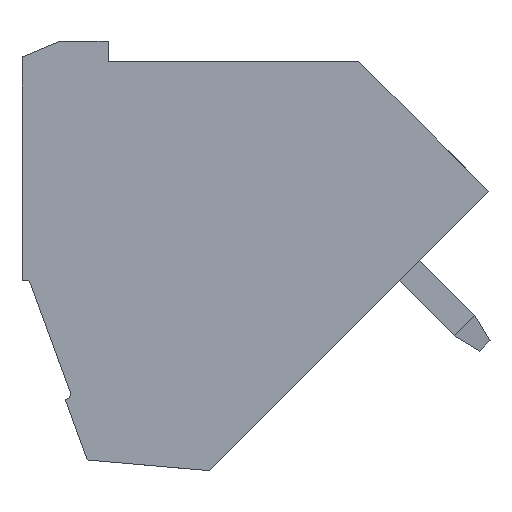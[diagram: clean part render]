
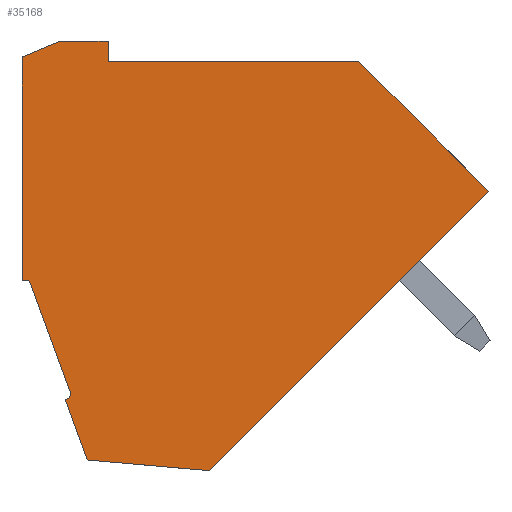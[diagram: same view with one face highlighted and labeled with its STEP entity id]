
A CAD part, left-side view. The second image highlights one B-rep face of the part: STEP entity #35168.
In plain terms, the highlighted planar face has unit normal (-1, 0, 0).
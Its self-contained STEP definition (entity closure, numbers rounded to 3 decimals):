
#2199=DIRECTION('',(0.,0.,-1.));
#2200=VECTOR('',#2199,7.773);
#2201=CARTESIAN_POINT('',(-35.,11.725,0.155));
#2202=LINE('',#2201,#2200);
#13615=DIRECTION('',(0.,1.,0.));
#13616=VECTOR('',#13615,1.7);
#13617=CARTESIAN_POINT('',(-35.,8.725,0.7));
#13618=LINE('',#13617,#13616);
#13655=DIRECTION('',(0.,0.,1.));
#13656=VECTOR('',#13655,0.7);
#13657=CARTESIAN_POINT('',(-35.,8.725,0.));
#13658=LINE('',#13657,#13656);
#13663=DIRECTION('',(0.,1.,0.));
#13664=VECTOR('',#13663,8.725);
#13665=CARTESIAN_POINT('',(-35.,0.,0.));
#13666=LINE('',#13665,#13664);
#13671=DIRECTION('',(0.,-0.707,-0.707));
#13672=VECTOR('',#13671,6.4);
#13673=CARTESIAN_POINT('',(-35.,0.,0.));
#13674=LINE('',#13673,#13672);
#13675=DIRECTION('',(0.,0.707,-0.707));
#13676=VECTOR('',#13675,13.753);
#13677=CARTESIAN_POINT('',(-35.,-4.525,-4.525));
#13678=LINE('',#13677,#13676);
#13679=DIRECTION('',(0.,0.996,0.087));
#13680=VECTOR('',#13679,4.274);
#13681=CARTESIAN_POINT('',(-35.,5.199,-14.25));
#13682=LINE('',#13681,#13680);
#13683=DIRECTION('',(0.,0.342,0.94));
#13684=VECTOR('',#13683,2.23);
#13685=CARTESIAN_POINT('',(-35.,9.457,-13.877));
#13686=LINE('',#13685,#13684);
#13687=DIRECTION('',(0.,-0.94,0.342));
#13688=VECTOR('',#13687,0.05);
#13689=CARTESIAN_POINT('',(-35.,10.22,-11.782));
#13690=LINE('',#13689,#13688);
#13691=CARTESIAN_POINT('',(-35.,10.241,-11.577));
#13692=DIRECTION('',(-1.,0.,0.));
#13693=DIRECTION('',(0.,-0.342,-0.94));
#13694=AXIS2_PLACEMENT_3D('',#13691,#13692,#13693);
#13696=DIRECTION('',(0.,0.342,0.94));
#13697=VECTOR('',#13696,4.);
#13698=CARTESIAN_POINT('',(-35.,10.053,-11.509));
#13699=LINE('',#13698,#13697);
#13700=CARTESIAN_POINT('',(-35.,11.609,-7.819));
#13701=DIRECTION('',(-1.,0.,0.));
#13702=DIRECTION('',(0.,-0.94,0.342));
#13703=AXIS2_PLACEMENT_3D('',#13700,#13701,#13702);
#13705=DIRECTION('',(0.,-0.922,0.387));
#13706=VECTOR('',#13705,1.41);
#13707=CARTESIAN_POINT('',(-35.,11.725,0.155));
#13708=LINE('',#13707,#13706);
#13737=DIRECTION('',(0.,-1.,0.));
#13738=VECTOR('',#13737,0.115);
#13739=CARTESIAN_POINT('',(-35.,11.725,-7.619));
#13740=LINE('',#13739,#13738);
#16035=CARTESIAN_POINT('',(-35.,-4.525,-4.525));
#16036=VERTEX_POINT('',#16035);
#16037=CARTESIAN_POINT('',(-35.,0.,0.));
#16038=VERTEX_POINT('',#16037);
#16179=CARTESIAN_POINT('',(-35.,9.457,-13.877));
#16180=VERTEX_POINT('',#16179);
#16181=CARTESIAN_POINT('',(-35.,5.199,-14.25));
#16182=VERTEX_POINT('',#16181);
#16769=CARTESIAN_POINT('',(-35.,11.725,0.155));
#16770=VERTEX_POINT('',#16769);
#16771=CARTESIAN_POINT('',(-35.,11.725,-7.619));
#16772=VERTEX_POINT('',#16771);
#16841=CARTESIAN_POINT('',(-35.,10.425,0.7));
#16842=VERTEX_POINT('',#16841);
#16905=CARTESIAN_POINT('',(-35.,8.725,0.7));
#16906=VERTEX_POINT('',#16905);
#16915=CARTESIAN_POINT('',(-35.,8.725,0.));
#16916=VERTEX_POINT('',#16915);
#16917=CARTESIAN_POINT('',(-35.,10.22,-11.782));
#16918=VERTEX_POINT('',#16917);
#16919=CARTESIAN_POINT('',(-35.,10.173,-11.765));
#16920=VERTEX_POINT('',#16919);
#16921=CARTESIAN_POINT('',(-35.,10.053,-11.509));
#16922=VERTEX_POINT('',#16921);
#16923=CARTESIAN_POINT('',(-35.,11.421,-7.75));
#16924=VERTEX_POINT('',#16923);
#16925=CARTESIAN_POINT('',(-35.,11.609,-7.619));
#16926=VERTEX_POINT('',#16925);
#35139=CARTESIAN_POINT('',(-35.,0.,0.));
#35140=DIRECTION('',(1.,0.,0.));
#35141=DIRECTION('',(0.,0.,-1.));
#35142=AXIS2_PLACEMENT_3D('',#35139,#35140,#35141);
#35143=PLANE('',#35142);
#35144=ORIENTED_EDGE('',*,*,#19241,.T.);
#35146=ORIENTED_EDGE('',*,*,#35145,.T.);
#35147=ORIENTED_EDGE('',*,*,#19542,.T.);
#35149=ORIENTED_EDGE('',*,*,#35148,.T.);
#35151=ORIENTED_EDGE('',*,*,#35150,.T.);
#35153=ORIENTED_EDGE('',*,*,#35152,.T.);
#35155=ORIENTED_EDGE('',*,*,#35154,.T.);
#35157=ORIENTED_EDGE('',*,*,#35156,.T.);
#35159=ORIENTED_EDGE('',*,*,#35158,.F.);
#35160=ORIENTED_EDGE('',*,*,#20732,.F.);
#35162=ORIENTED_EDGE('',*,*,#35161,.T.);
#35163=ORIENTED_EDGE('',*,*,#35057,.F.);
#35164=ORIENTED_EDGE('',*,*,#35120,.F.);
#35165=ORIENTED_EDGE('',*,*,#35133,.F.);
#35166=EDGE_LOOP('',(#35144,#35146,#35147,#35149,#35151,#35153,#35155,#35157,
#35159,#35160,#35162,#35163,#35164,#35165));
#35167=FACE_OUTER_BOUND('',#35166,.F.);
#35168=ADVANCED_FACE('',(#35167),#35143,.F.);
#13695=CIRCLE('',#13694,0.2);
#13704=CIRCLE('',#13703,0.2);
#19241=EDGE_CURVE('',#16038,#16036,#13674,.T.);
#19542=EDGE_CURVE('',#16182,#16180,#13682,.T.);
#20732=EDGE_CURVE('',#16770,#16772,#2202,.T.);
#35057=EDGE_CURVE('',#16906,#16842,#13618,.T.);
#35120=EDGE_CURVE('',#16916,#16906,#13658,.T.);
#35133=EDGE_CURVE('',#16038,#16916,#13666,.T.);
#35145=EDGE_CURVE('',#16036,#16182,#13678,.T.);
#35148=EDGE_CURVE('',#16180,#16918,#13686,.T.);
#35150=EDGE_CURVE('',#16918,#16920,#13690,.T.);
#35152=EDGE_CURVE('',#16920,#16922,#13695,.T.);
#35154=EDGE_CURVE('',#16922,#16924,#13699,.T.);
#35156=EDGE_CURVE('',#16924,#16926,#13704,.T.);
#35158=EDGE_CURVE('',#16772,#16926,#13740,.T.);
#35161=EDGE_CURVE('',#16770,#16842,#13708,.T.);
